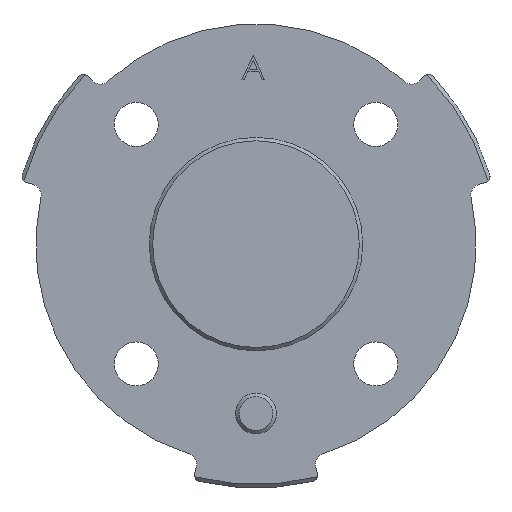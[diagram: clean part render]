
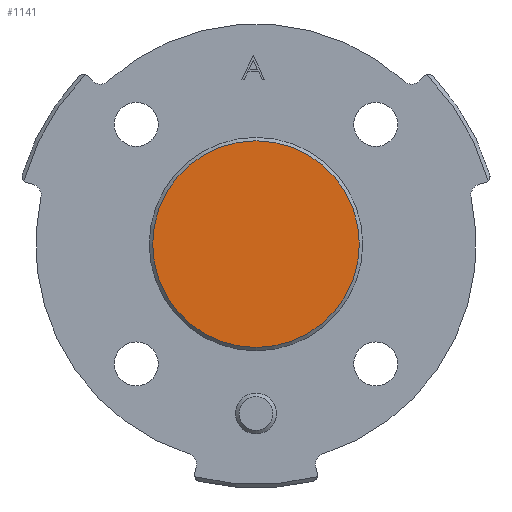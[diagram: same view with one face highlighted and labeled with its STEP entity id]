
A CAD part, front view. The second image highlights one B-rep face of the part: STEP entity #1141.
In plain terms, the highlighted planar face has unit normal (0, -1, 0).
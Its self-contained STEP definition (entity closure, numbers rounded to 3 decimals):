
#485 = CARTESIAN_POINT ( 'NONE',  ( 0., -6., 0. ) ) ;
#700 = CARTESIAN_POINT ( 'NONE',  ( 0., -6., -15.25 ) ) ;
#1141 = ADVANCED_FACE ( 'NONE', ( #4710 ), #6148, .T. ) ;
#1479 = CARTESIAN_POINT ( 'NONE',  ( 0., -6., 0. ) ) ;
#1630 = VERTEX_POINT ( 'NONE', #700 ) ;
#1914 = AXIS2_PLACEMENT_3D ( 'NONE', #485, #3537, #6644 ) ;
#1992 = EDGE_CURVE ( 'NONE', #1630, #1630, #4786, .T. ) ;
#2127 = EDGE_LOOP ( 'NONE', ( #4795 ) ) ;
#2928 = AXIS2_PLACEMENT_3D ( 'NONE', #1479, #6083, #4645 ) ;
#3537 = DIRECTION ( 'NONE',  ( 0., -1., 0. ) ) ;
#4645 = DIRECTION ( 'NONE',  ( 0., 0., -1. ) ) ;
#4710 = FACE_OUTER_BOUND ( 'NONE', #2127, .T. ) ;
#4786 = CIRCLE ( 'NONE', #2928, 15.25 ) ;
#4795 = ORIENTED_EDGE ( 'NONE', *, *, #1992, .T. ) ;
#6083 = DIRECTION ( 'NONE',  ( 0., -1., 0. ) ) ;
#6148 = PLANE ( 'NONE',  #1914 ) ;
#6644 = DIRECTION ( 'NONE',  ( 0., 0., -1. ) ) ;
